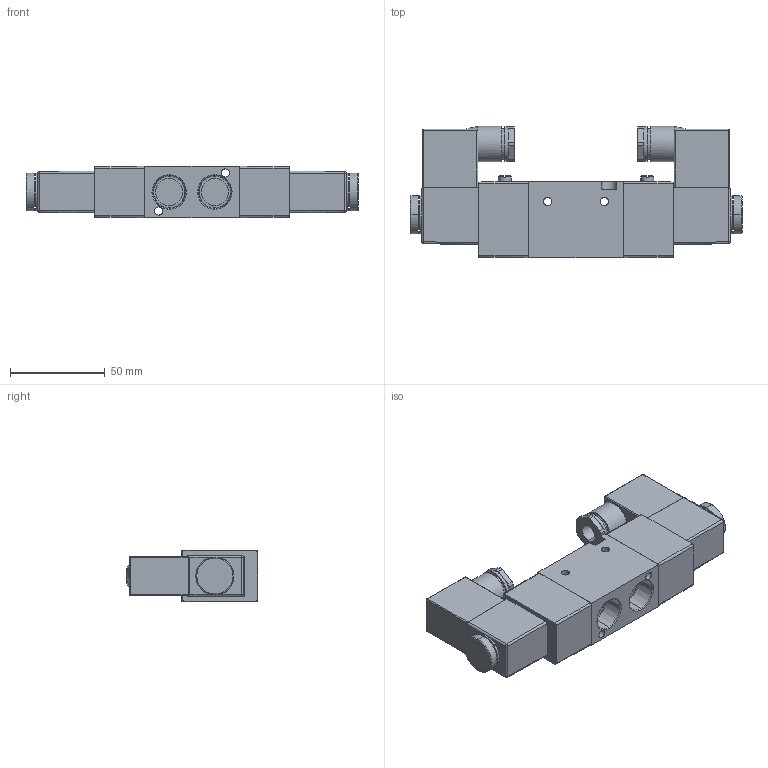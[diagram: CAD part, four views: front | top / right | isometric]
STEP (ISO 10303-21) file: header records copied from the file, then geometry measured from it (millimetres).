
FILE_DESCRIPTION (( 'STEP AP203' ), '1' );
FILE_NAME ('AVS-3323-120A.step', '2015-11-09T22:45:41', ( '' ), ( '' ), 'SwSTEP 2.0', 'SolidWorks 2015', '' );
FILE_SCHEMA (( 'CONFIG_CONTROL_DESIGN' ));
Length unit declared in the file: millimetre
Products named in the file (1): AVS-3323-120A
Bounding box: 174.8 x 69.1 x 27 mm (x, y, z)
Volume: 188123.4 mm3; surface area: 40468.7 mm2
Topology: 5 solids, 5 shells, 246 faces, 592 edges, 366 vertices
Faces by surface type: plane 132, cylinder 82, cone 12, torus 10, sphere 8, bspline 2
Entity records: 7391 total; most frequent: CARTESIAN_POINT 1619, DIRECTION 1204, ORIENTED_EDGE 1176, EDGE_CURVE 588, AXIS2_PLACEMENT_3D 439, VERTEX_POINT 366, VECTOR 326, LINE 326
